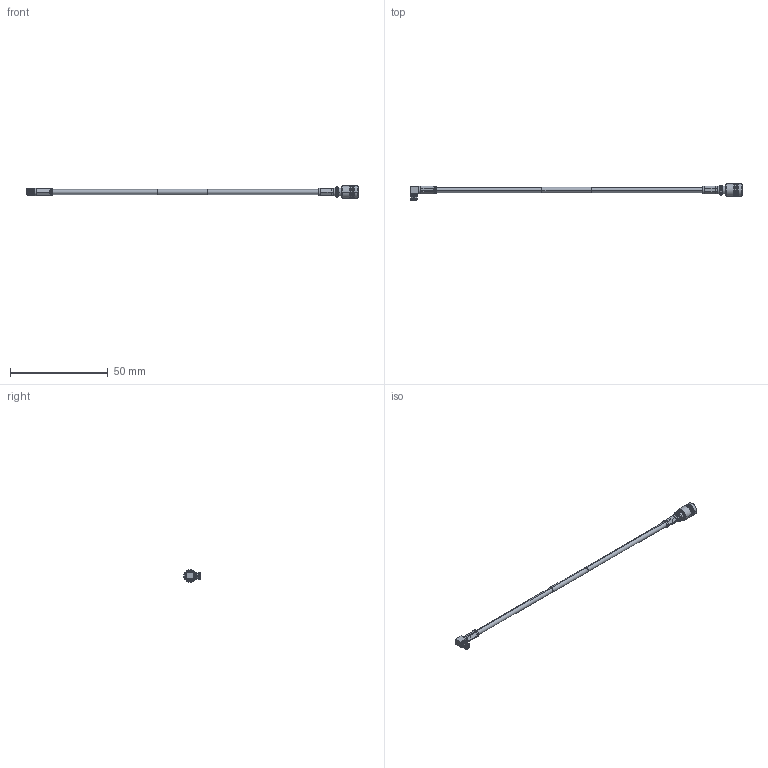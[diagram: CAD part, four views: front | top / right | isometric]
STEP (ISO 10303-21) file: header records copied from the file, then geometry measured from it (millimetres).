
FILE_DESCRIPTION (( 'STEP AP214' ), '1' );
FILE_NAME ('FMCA9862_3D.step', '2023-08-01T16:43:39', ( '' ), ( '' ), 'SwSTEP 2.0', 'SolidWorks 2022', '' );
FILE_SCHEMA (( 'AUTOMOTIVE_DESIGN' ));
Length unit declared in the file: inch
Products named in the file (4): Copy of RG316-BULK^FMCA9862; Copy of Copy of Copy of PE45873^FMCA9862; FMCA9862_3D; Copy of PE45882^FMCA9862
Assembly tree (3 placements, depth 2):
  FMCA9862_3D
    Copy of RG316-BULK^FMCA9862
    Copy of PE45882^FMCA9862
    Copy of Copy of Copy of PE45873^FMCA9862
Bounding box: 169.69 x 8.32 x 6.35 mm (x, y, z)
Volume: 1223.2 mm3; surface area: 2408.1 mm2
Topology: 4 solids, 4 shells, 397 faces, 946 edges, 587 vertices
Faces by surface type: plane 125, cylinder 118, cone 116, torus 22, bspline 16
Entity records: 12809 total; most frequent: CARTESIAN_POINT 3396, DIRECTION 1895, ORIENTED_EDGE 1892, EDGE_CURVE 946, AXIS2_PLACEMENT_3D 779, VERTEX_POINT 587, EDGE_LOOP 429, ADVANCED_FACE 397
